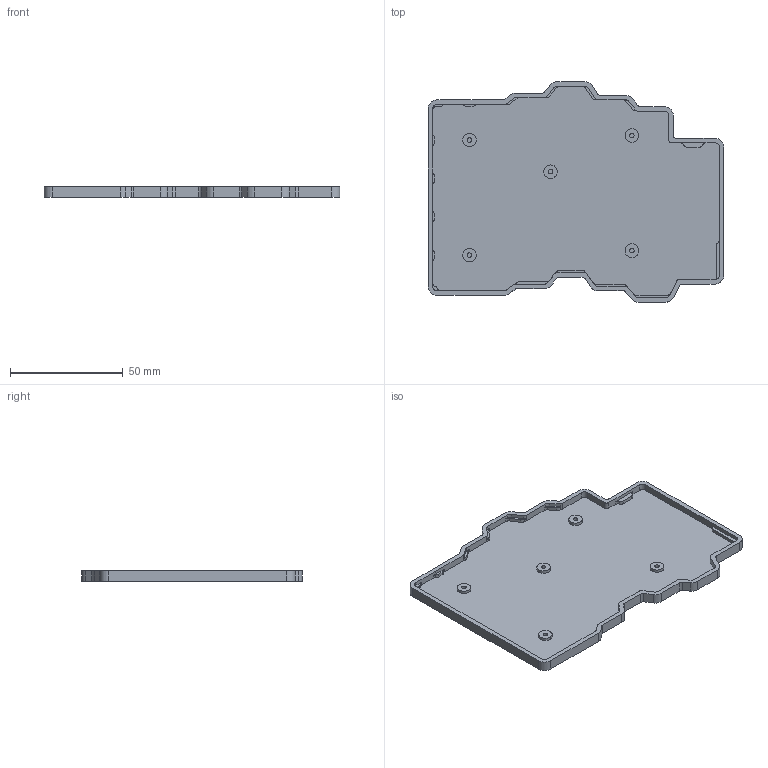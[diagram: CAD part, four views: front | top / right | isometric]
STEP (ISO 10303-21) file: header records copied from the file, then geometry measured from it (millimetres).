
FILE_DESCRIPTION(/* description */ (''),/* implementation_level */ '2;1');
FILE_NAME(/* name */ 'derek_case_1.6radii_left.step',/* time_stamp */ '2020-07-09T20:19:55-04:00',/* author */ (''),/* organization */ (''),/* preprocessor_version */ 'ST-DEVELOPER v18.1',/* originating_system */ 'Autodesk Translation Framework v9.3.0.1241',/* authorisation */ '');
FILE_SCHEMA (('AUTOMOTIVE_DESIGN { 1 0 10303 214 3 1 1 }'));
Length unit declared in the file: inch
Products named in the file (1): case_1.6radii
Bounding box: 131.1 x 97.6 x 4.55 mm (x, y, z)
Volume: 19352.6 mm3; surface area: 25236.4 mm2
Topology: 1 solids, 1 shells, 209 faces, 587 edges, 391 vertices
Faces by surface type: cylinder 112, plane 97
Full cylindrical faces by diameter (mm): 2 x5, 6 x5
Entity records: 6860 total; most frequent: DIRECTION 1239, CARTESIAN_POINT 1188, ORIENTED_EDGE 1174, EDGE_CURVE 587, AXIS2_PLACEMENT_3D 442, VERTEX_POINT 391, LINE 355, VECTOR 355
